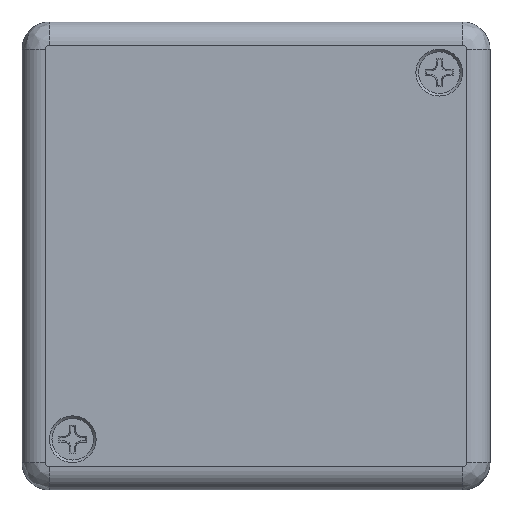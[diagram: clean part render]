
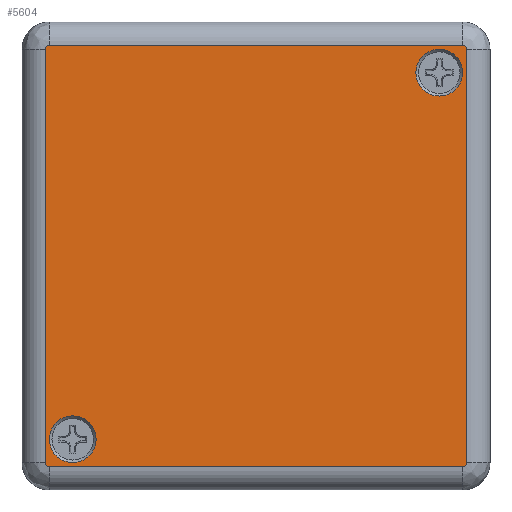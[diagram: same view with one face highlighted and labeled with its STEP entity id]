
A CAD part, top view. The second image highlights one B-rep face of the part: STEP entity #5604.
In plain terms, the highlighted face is planar.
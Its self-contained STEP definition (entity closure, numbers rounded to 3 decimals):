
#112=FACE_BOUND('',#966,.T.);
#113=FACE_BOUND('',#967,.T.);
#177=CIRCLE('',#5959,3.);
#178=CIRCLE('',#5960,3.);
#182=CIRCLE('',#5966,3.);
#183=CIRCLE('',#5967,3.);
#237=CIRCLE('',#6062,0.5);
#240=CIRCLE('',#6065,0.5);
#243=CIRCLE('',#6070,0.5);
#246=CIRCLE('',#6073,0.5);
#629=FACE_OUTER_BOUND('',#965,.T.);
#965=EDGE_LOOP('',(#4982,#4983,#4984,#4985,#4986,#4987,#4988,#4989));
#966=EDGE_LOOP('',(#4990,#4991));
#967=EDGE_LOOP('',(#4992,#4993));
#1499=LINE('',#9963,#2015);
#1500=LINE('',#9991,#2016);
#1501=LINE('',#9995,#2017);
#1502=LINE('',#10021,#2018);
#2015=VECTOR('',#7310,10.);
#2016=VECTOR('',#7323,10.);
#2017=VECTOR('',#7328,10.);
#2018=VECTOR('',#7339,10.);
#2581=VERTEX_POINT('',#9738);
#2582=VERTEX_POINT('',#9739);
#2586=VERTEX_POINT('',#9752);
#2587=VERTEX_POINT('',#9753);
#2651=VERTEX_POINT('',#9959);
#2652=VERTEX_POINT('',#9961);
#2653=VERTEX_POINT('',#9973);
#2654=VERTEX_POINT('',#9985);
#2655=VERTEX_POINT('',#9989);
#2656=VERTEX_POINT('',#9993);
#2657=VERTEX_POINT('',#10005);
#2658=VERTEX_POINT('',#10017);
#3322=EDGE_CURVE('',#2581,#2582,#177,.T.);
#3323=EDGE_CURVE('',#2582,#2581,#178,.T.);
#3329=EDGE_CURVE('',#2586,#2587,#182,.T.);
#3330=EDGE_CURVE('',#2587,#2586,#183,.T.);
#3432=EDGE_CURVE('',#2652,#2651,#1499,.T.);
#3433=EDGE_CURVE('',#2651,#2653,#237,.T.);
#3436=EDGE_CURVE('',#2654,#2652,#240,.T.);
#3438=EDGE_CURVE('',#2653,#2655,#1500,.T.);
#3440=EDGE_CURVE('',#2656,#2654,#1501,.T.);
#3441=EDGE_CURVE('',#2655,#2657,#243,.T.);
#3444=EDGE_CURVE('',#2658,#2656,#246,.T.);
#3445=EDGE_CURVE('',#2657,#2658,#1502,.T.);
#4982=ORIENTED_EDGE('',*,*,#3432,.F.);
#4983=ORIENTED_EDGE('',*,*,#3436,.F.);
#4984=ORIENTED_EDGE('',*,*,#3440,.F.);
#4985=ORIENTED_EDGE('',*,*,#3444,.F.);
#4986=ORIENTED_EDGE('',*,*,#3445,.F.);
#4987=ORIENTED_EDGE('',*,*,#3441,.F.);
#4988=ORIENTED_EDGE('',*,*,#3438,.F.);
#4989=ORIENTED_EDGE('',*,*,#3433,.F.);
#4990=ORIENTED_EDGE('',*,*,#3322,.T.);
#4991=ORIENTED_EDGE('',*,*,#3323,.T.);
#4992=ORIENTED_EDGE('',*,*,#3329,.T.);
#4993=ORIENTED_EDGE('',*,*,#3330,.T.);
#5304=PLANE('',#6075);
#5604=ADVANCED_FACE('',(#629,#112,#113),#5304,.F.);
#5959=AXIS2_PLACEMENT_3D('',#9740,#7054,#7055);
#5960=AXIS2_PLACEMENT_3D('',#9741,#7056,#7057);
#5966=AXIS2_PLACEMENT_3D('',#9754,#7070,#7071);
#5967=AXIS2_PLACEMENT_3D('',#9755,#7072,#7073);
#6062=AXIS2_PLACEMENT_3D('',#9974,#7311,#7312);
#6065=AXIS2_PLACEMENT_3D('',#9987,#7317,#7318);
#6070=AXIS2_PLACEMENT_3D('',#10006,#7329,#7330);
#6073=AXIS2_PLACEMENT_3D('',#10019,#7335,#7336);
#6075=AXIS2_PLACEMENT_3D('',#10022,#7340,#7341);
#7054=DIRECTION('center_axis',(0.,0.,1.));
#7055=DIRECTION('ref_axis',(-1.,0.,0.));
#7056=DIRECTION('center_axis',(0.,0.,1.));
#7057=DIRECTION('ref_axis',(-1.,0.,0.));
#7070=DIRECTION('center_axis',(0.,0.,1.));
#7071=DIRECTION('ref_axis',(-1.,0.,0.));
#7072=DIRECTION('center_axis',(0.,0.,1.));
#7073=DIRECTION('ref_axis',(-1.,0.,0.));
#7310=DIRECTION('',(1.,0.,0.));
#7311=DIRECTION('center_axis',(0.,0.,1.));
#7312=DIRECTION('ref_axis',(0.707,-0.707,0.));
#7317=DIRECTION('center_axis',(0.,0.,1.));
#7318=DIRECTION('ref_axis',(-0.707,-0.707,0.));
#7323=DIRECTION('',(0.,1.,0.));
#7328=DIRECTION('',(0.,-1.,0.));
#7329=DIRECTION('center_axis',(0.,0.,1.));
#7330=DIRECTION('ref_axis',(0.707,0.707,0.));
#7335=DIRECTION('center_axis',(0.,0.,1.));
#7336=DIRECTION('ref_axis',(-0.707,0.707,0.));
#7339=DIRECTION('',(-1.,0.,0.));
#7340=DIRECTION('center_axis',(0.,0.,1.));
#7341=DIRECTION('ref_axis',(1.,0.,0.));
#9738=CARTESIAN_POINT('',(20.5,-23.5,0.));
#9739=CARTESIAN_POINT('',(26.5,-23.5,0.));
#9740=CARTESIAN_POINT('Origin',(23.5,-23.5,0.));
#9741=CARTESIAN_POINT('Origin',(23.5,-23.5,0.));
#9752=CARTESIAN_POINT('',(-26.5,23.5,0.));
#9753=CARTESIAN_POINT('',(-20.5,23.5,0.));
#9754=CARTESIAN_POINT('Origin',(-23.5,23.5,0.));
#9755=CARTESIAN_POINT('Origin',(-23.5,23.5,0.));
#9959=CARTESIAN_POINT('',(26.5,-27.,0.));
#9961=CARTESIAN_POINT('',(-26.5,-27.,0.));
#9963=CARTESIAN_POINT('',(15.,-27.,0.));
#9973=CARTESIAN_POINT('',(27.,-26.5,0.));
#9974=CARTESIAN_POINT('Origin',(26.5,-26.5,0.));
#9985=CARTESIAN_POINT('',(-27.,-26.5,0.));
#9987=CARTESIAN_POINT('Origin',(-26.5,-26.5,0.));
#9989=CARTESIAN_POINT('',(27.,26.5,0.));
#9991=CARTESIAN_POINT('',(27.,15.,0.));
#9993=CARTESIAN_POINT('',(-27.,26.5,0.));
#9995=CARTESIAN_POINT('',(-27.,-15.,0.));
#10005=CARTESIAN_POINT('',(26.5,27.,0.));
#10006=CARTESIAN_POINT('Origin',(26.5,26.5,0.));
#10017=CARTESIAN_POINT('',(-26.5,27.,0.));
#10019=CARTESIAN_POINT('Origin',(-26.5,26.5,0.));
#10021=CARTESIAN_POINT('',(-15.,27.,0.));
#10022=CARTESIAN_POINT('Origin',(0.,0.,
0.));
